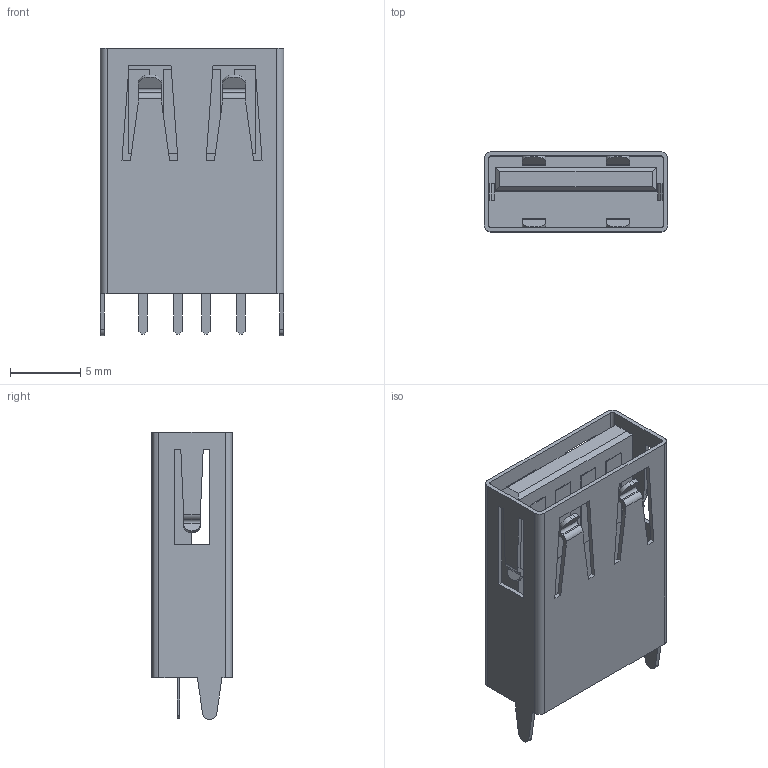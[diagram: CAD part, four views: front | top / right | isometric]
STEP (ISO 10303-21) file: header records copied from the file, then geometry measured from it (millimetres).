
FILE_DESCRIPTION (( 'STEP AP214' ), '1' );
FILE_NAME ('USB_A_Vertical.STEP', '2021-07-09T08:24:43', ( '' ), ( '' ), 'SwSTEP 2.0', 'SolidWorks 2020', '' );
FILE_SCHEMA (( 'AUTOMOTIVE_DESIGN' ));
Length unit declared in the file: millimetre
Products named in the file (1): USB_A_Vertical
Bounding box: 13.1 x 5.72 x 20.5 mm (x, y, z)
Volume: 748.2 mm3; surface area: 1506.2 mm2
Topology: 1 solids, 1 shells, 205 faces, 575 edges, 382 vertices
Faces by surface type: plane 158, cylinder 47
Entity records: 6983 total; most frequent: CARTESIAN_POINT 1163, ORIENTED_EDGE 1150, DIRECTION 1081, EDGE_CURVE 575, VECTOR 481, LINE 481, VERTEX_POINT 382, AXIS2_PLACEMENT_3D 300
